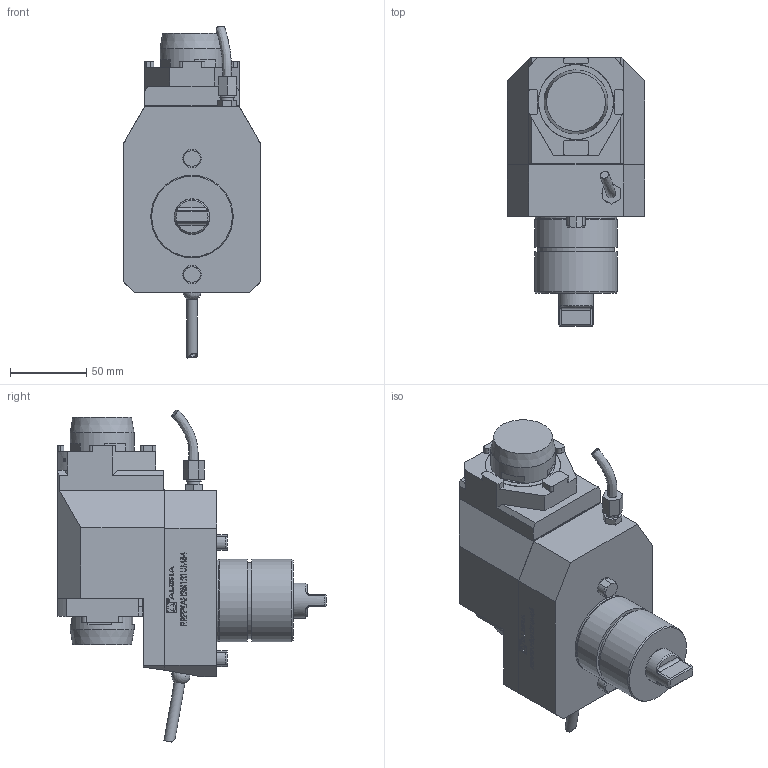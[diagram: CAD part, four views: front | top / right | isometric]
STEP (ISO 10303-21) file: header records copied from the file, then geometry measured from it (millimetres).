
FILE_DESCRIPTION (( 'STEP AP214' ), '1' );
FILE_NAME ('RRPPTAH25I121UM54.STEP', '2025-10-03T05:59:32', ( '' ), ( '' ), 'SwSTEP 2.0', 'SolidWorks 2023', '' );
FILE_SCHEMA (( 'AUTOMOTIVE_DESIGN' ));
Length unit declared in the file: millimetre
Products named in the file (1): RRPPTAH25I121UM54
Bounding box: 90 x 175.7 x 217.42 mm (x, y, z)
Volume: 1144208.5 mm3; surface area: 83651.9 mm2
Topology: 1 solids, 1 shells, 576 faces, 1497 edges, 988 vertices
Faces by surface type: plane 405, cylinder 79, bspline 68, cone 22, torus 1, sphere 1
Full cylindrical faces by diameter (mm): 1.7 x1, 2.1 x1, 4 x1, 6.366 x1, 7 x1, 8.15 x1, 9.8 x1, 23 x1, 42 x2, 49.9 x1, 53.6 x1, 54 x2
Entity records: 25667 total; most frequent: CARTESIAN_POINT 8479, ORIENTED_EDGE 2912, DIRECTION 2496, EDGE_CURVE 1456, LINE 1088, VECTOR 1088, VERTEX_POINT 974, AXIS2_PLACEMENT_3D 704
